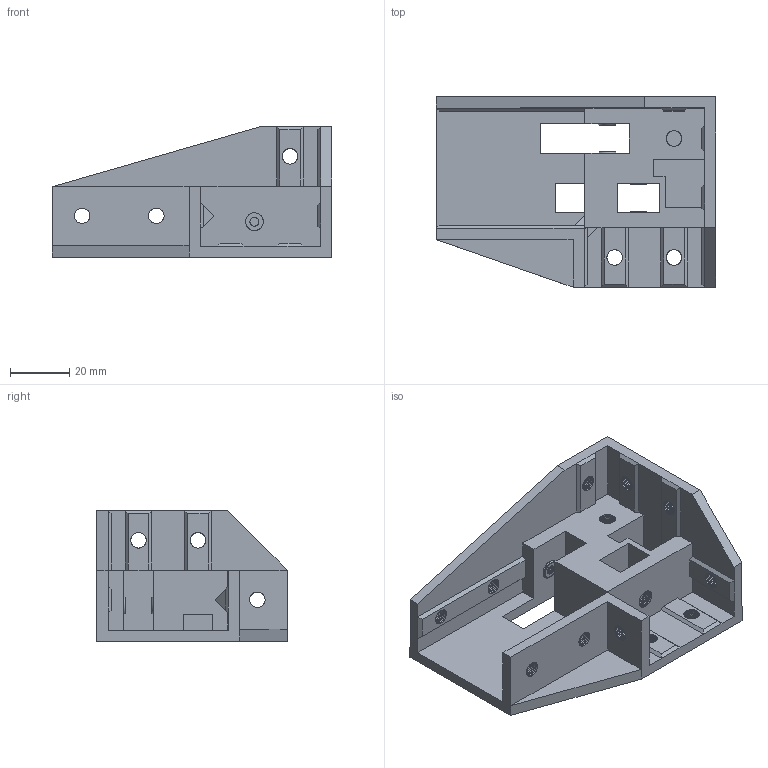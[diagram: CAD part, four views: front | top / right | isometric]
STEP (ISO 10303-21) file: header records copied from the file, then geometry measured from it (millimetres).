
FILE_DESCRIPTION(/* description */ (''),/* implementation_level */ '2;1');
FILE_NAME(/* name */ '1-Rear_Idler_Right.stp',/* time_stamp */ '2017-03-23T13:07:15-04:00',/* author */ ('Tiktiki'),/* organization */ (''),/* preprocessor_version */ 'ST-DEVELOPER v16.1',/* originating_system */ 'Autodesk Inventor 2016',/* authorisation */ '');
FILE_SCHEMA (('AUTOMOTIVE_DESIGN { 1 0 10303 214 3 1 1 }'));
Products named in the file (1): 1-Rear_Idler_Right
Bounding box: 94 x 64 x 44 mm (x, y, z)
Volume: 63200.5 mm3; surface area: 31080.4 mm2
Topology: 1 solids, 1 shells, 1981 faces, 5312 edges, 3340 vertices
Faces by surface type: plane 1981
Entity records: 59834 total; most frequent: CARTESIAN_POINT 10634, ORIENTED_EDGE 10624, DIRECTION 9276, LINE 5312, VECTOR 5312, EDGE_CURVE 5312, VERTEX_POINT 3340, EDGE_LOOP 2026
